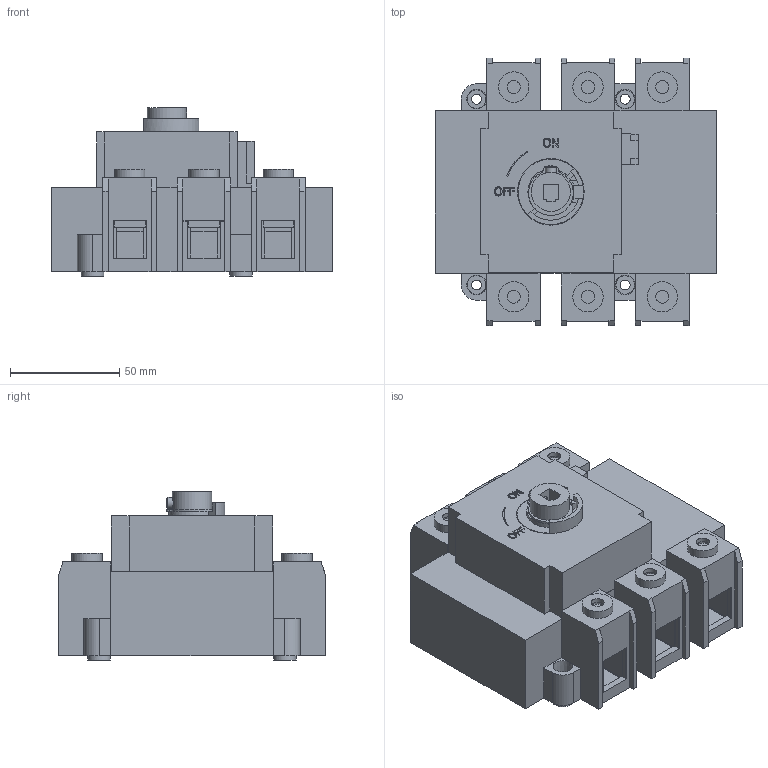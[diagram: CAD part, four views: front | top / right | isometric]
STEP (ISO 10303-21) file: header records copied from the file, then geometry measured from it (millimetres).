
FILE_DESCRIPTION((''),'2;1');
FILE_NAME('Int S5000-125-160-200-250A 3P brida (2010-09).stp','2010-09-10T10:14:47',('idi'),(''),'Autodesk Inventor 2010','Autodesk Inventor 2010','');
FILE_SCHEMA(('AUTOMOTIVE_DESIGN { 1 0 10303 214 1 1 1 1 }'));
Length unit declared in the file: millimetre
Products named in the file (1): Int S5000-125-160-200-250A 4P brida (2010-09)
Bounding box: 129 x 122.4 x 76.95 mm (x, y, z)
Volume: 602039.1 mm3; surface area: 82568.2 mm2
Topology: 1 solids, 1 shells, 599 faces, 1584 edges, 1028 vertices
Faces by surface type: plane 479, cylinder 66, bspline 46, cone 8
Full cylindrical faces by diameter (mm): 1.7 x2, 4.134 x1, 4.5 x4, 5 x1, 6 x6, 9 x6, 10.281 x4, 13.926 x6, 16.2 x1, 18 x2, 18.1 x1, 30 x1, 30.5 x1
Entity records: 18451 total; most frequent: CARTESIAN_POINT 3766, ORIENTED_EDGE 3016, DIRECTION 2720, EDGE_CURVE 1508, VECTOR 1258, LINE 1258, VERTEX_POINT 997, AXIS2_PLACEMENT_3D 731
